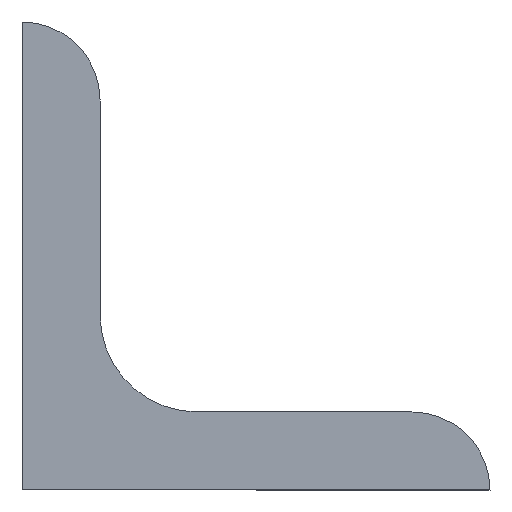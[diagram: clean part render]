
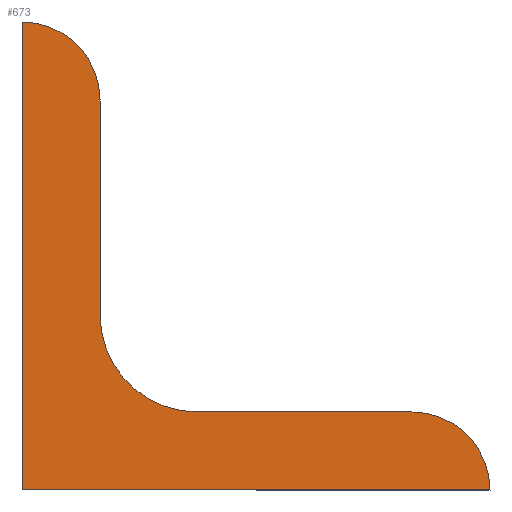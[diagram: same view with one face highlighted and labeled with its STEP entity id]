
A CAD part, left-side view. The second image highlights one B-rep face of the part: STEP entity #673.
In plain terms, the highlighted planar face has unit normal (-1, 0, 0).
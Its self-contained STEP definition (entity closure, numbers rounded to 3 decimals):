
#394=CARTESIAN_POINT('',(-1.406,-1.5,0.));
#395=VERTEX_POINT('',#394);
#396=CARTESIAN_POINT('',(-1.406,0.,0.));
#397=VERTEX_POINT('',#396);
#398=CARTESIAN_POINT('',(-1.406,-1.5,0.));
#399=DIRECTION('',(0.0,1.0,0.0));
#400=VECTOR('',#399,1.5);
#401=LINE('',#398,#400);
#402=EDGE_CURVE('',#395,#397,#401,.T.);
#442=CARTESIAN_POINT('',(-1.406,0.0,1.5));
#443=VERTEX_POINT('',#442);
#444=CARTESIAN_POINT('',(-1.406,0.,0.));
#445=DIRECTION('',(0.0,0.0,1.0));
#446=VECTOR('',#445,1.5);
#447=LINE('',#444,#446);
#448=EDGE_CURVE('',#397,#443,#447,.T.);
#481=CARTESIAN_POINT('',(-1.406,-0.25,1.25));
#482=VERTEX_POINT('',#481);
#483=CARTESIAN_POINT('',(-1.406,0.,1.25));
#484=DIRECTION('',(1.0,0.,0.));
#485=DIRECTION('',(0.,-0.707,0.707));
#486=AXIS2_PLACEMENT_3D('',#483,#484,#485);
#487=CIRCLE('',#486,0.25);
#488=EDGE_CURVE('',#443,#482,#487,.T.);
#514=CARTESIAN_POINT('',(-1.406,-0.25,0.562));
#515=VERTEX_POINT('',#514);
#516=CARTESIAN_POINT('',(-1.406,-0.25,1.25));
#517=DIRECTION('',(0.0,0.0,-1.0));
#518=VECTOR('',#517,0.688);
#519=LINE('',#516,#518);
#520=EDGE_CURVE('',#482,#515,#519,.T.);
#553=CARTESIAN_POINT('',(-1.406,-0.562,0.25));
#554=VERTEX_POINT('',#553);
#555=CARTESIAN_POINT('',(-1.406,-0.562,0.562));
#556=DIRECTION('',(-1.0,0.,0.));
#557=DIRECTION('',(0.,0.707,-0.707));
#558=AXIS2_PLACEMENT_3D('',#555,#556,#557);
#559=CIRCLE('',#558,0.312);
#560=EDGE_CURVE('',#515,#554,#559,.T.);
#586=CARTESIAN_POINT('',(-1.406,-1.25,0.25));
#587=VERTEX_POINT('',#586);
#588=CARTESIAN_POINT('',(-1.406,-0.562,0.25));
#589=DIRECTION('',(0.0,-1.0,0.0));
#590=VECTOR('',#589,0.688);
#591=LINE('',#588,#590);
#592=EDGE_CURVE('',#554,#587,#591,.T.);
#625=CARTESIAN_POINT('',(-1.406,-1.25,0.));
#626=DIRECTION('',(1.0,0.,0.));
#627=DIRECTION('',(0.,-0.707,0.707));
#628=AXIS2_PLACEMENT_3D('',#625,#626,#627);
#629=CIRCLE('',#628,0.25);
#630=EDGE_CURVE('',#587,#395,#629,.T.);
#659=CARTESIAN_POINT('',(-1.406,-1.5,0.));
#660=DIRECTION('',(-1.0,0.0,0.0));
#661=DIRECTION('',(0.0,1.0,0.0));
#662=AXIS2_PLACEMENT_3D('',#659,#660,#661);
#663=PLANE('',#662);
#664=ORIENTED_EDGE('',*,*,#402,.F.);
#665=ORIENTED_EDGE('',*,*,#630,.F.);
#666=ORIENTED_EDGE('',*,*,#592,.F.);
#667=ORIENTED_EDGE('',*,*,#560,.F.);
#668=ORIENTED_EDGE('',*,*,#520,.F.);
#669=ORIENTED_EDGE('',*,*,#488,.F.);
#670=ORIENTED_EDGE('',*,*,#448,.F.);
#671=EDGE_LOOP('',(#664,#665,#666,#667,#668,#669,#670));
#672=FACE_OUTER_BOUND('',#671,.T.);
#673=ADVANCED_FACE('',(#672),#663,.T.);
